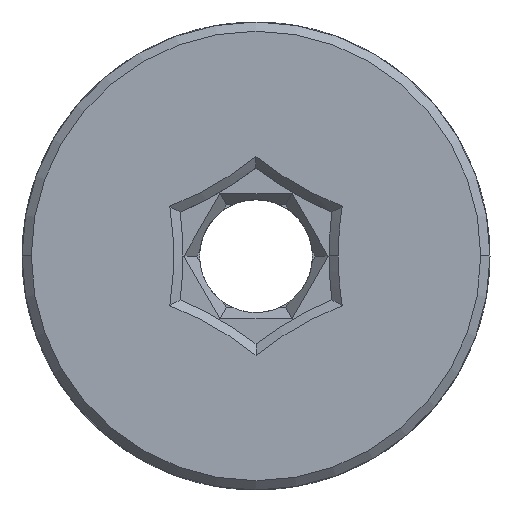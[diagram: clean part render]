
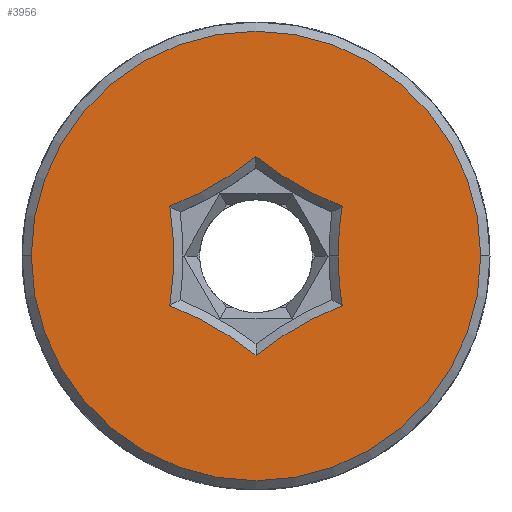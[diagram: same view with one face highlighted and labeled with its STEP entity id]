
A CAD part, top view. The second image highlights one B-rep face of the part: STEP entity #3956.
In plain terms, the highlighted planar face has unit normal (0, 0, 1).
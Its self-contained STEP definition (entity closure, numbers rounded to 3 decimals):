
#188 = FACE_BOUND ( 'NONE', #8164, .T. ) ;
#288 = DIRECTION ( 'NONE',  ( 1., 0., 0. ) ) ;
#332 = ORIENTED_EDGE ( 'NONE', *, *, #768, .T. ) ;
#520 = DIRECTION ( 'NONE',  ( 1., 0., 0. ) ) ;
#571 = DIRECTION ( 'NONE',  ( 0., 0., 1. ) ) ;
#583 = EDGE_LOOP ( 'NONE', ( #2204, #7137 ) ) ;
#768 = EDGE_CURVE ( 'NONE', #3461, #2949, #5309, .T. ) ;
#804 = VERTEX_POINT ( 'NONE', #8931 ) ;
#810 = CARTESIAN_POINT ( 'NONE',  ( 4.657, -2.689, 10. ) ) ;
#825 = CIRCLE ( 'NONE', #844, 17.55 ) ;
#832 = DIRECTION ( 'NONE',  ( 0., 0., 1. ) ) ;
#844 = AXIS2_PLACEMENT_3D ( 'NONE', #5194, #922, #1656 ) ;
#919 = VERTEX_POINT ( 'NONE', #7481 ) ;
#922 = DIRECTION ( 'NONE',  ( 0., 0., 1. ) ) ;
#1107 = EDGE_CURVE ( 'NONE', #804, #9175, #2515, .T. ) ;
#1120 = CARTESIAN_POINT ( 'NONE',  ( -11., -19.053, 10. ) ) ;
#1141 = VERTEX_POINT ( 'NONE', #4822 ) ;
#1212 = AXIS2_PLACEMENT_3D ( 'NONE', #2693, #2015, #6992 ) ;
#1393 = CARTESIAN_POINT ( 'NONE',  ( 0., 5.378, 10. ) ) ;
#1556 = EDGE_CURVE ( 'NONE', #5221, #4199, #3614, .T. ) ;
#1656 = DIRECTION ( 'NONE',  ( 1., 0., 0. ) ) ;
#1837 = AXIS2_PLACEMENT_3D ( 'NONE', #1120, #3990, #5990 ) ;
#1902 = CIRCLE ( 'NONE', #8867, 17.55 ) ;
#2015 = DIRECTION ( 'NONE',  ( 0., 0., 1. ) ) ;
#2016 = AXIS2_PLACEMENT_3D ( 'NONE', #3385, #2744, #520 ) ;
#2204 = ORIENTED_EDGE ( 'NONE', *, *, #4120, .T. ) ;
#2240 = DIRECTION ( 'NONE',  ( 0., 0., 1. ) ) ;
#2271 = CARTESIAN_POINT ( 'NONE',  ( 11., -19.053, 10. ) ) ;
#2354 = DIRECTION ( 'NONE',  ( 0., 0., 1. ) ) ;
#2515 = CIRCLE ( 'NONE', #2016, 12.15 ) ;
#2546 = EDGE_CURVE ( 'NONE', #6513, #919, #3284, .T. ) ;
#2642 = CARTESIAN_POINT ( 'NONE',  ( 22., 0., 10. ) ) ;
#2693 = CARTESIAN_POINT ( 'NONE',  ( 0., 0., 10. ) ) ;
#2699 = EDGE_CURVE ( 'NONE', #919, #5221, #825, .T. ) ;
#2708 = CARTESIAN_POINT ( 'NONE',  ( -11., 19.053, 10. ) ) ;
#2711 = ORIENTED_EDGE ( 'NONE', *, *, #7079, .T. ) ;
#2744 = DIRECTION ( 'NONE',  ( 0., 0., 1. ) ) ;
#2949 = VERTEX_POINT ( 'NONE', #3131 ) ;
#2951 = DIRECTION ( 'NONE',  ( 1., 0., 0. ) ) ;
#3131 = CARTESIAN_POINT ( 'NONE',  ( -4.657, -2.689, 10. ) ) ;
#3284 = CIRCLE ( 'NONE', #9190, 17.55 ) ;
#3385 = CARTESIAN_POINT ( 'NONE',  ( 0., 0., 10. ) ) ;
#3389 = EDGE_CURVE ( 'NONE', #2949, #1141, #3907, .T. ) ;
#3454 = DIRECTION ( 'NONE',  ( 0., 0., 1. ) ) ;
#3461 = VERTEX_POINT ( 'NONE', #3800 ) ;
#3614 = CIRCLE ( 'NONE', #7849, 17.55 ) ;
#3800 = CARTESIAN_POINT ( 'NONE',  ( 0., -5.378, 10. ) ) ;
#3907 = CIRCLE ( 'NONE', #6866, 17.55 ) ;
#3956 = ADVANCED_FACE ( 'NONE', ( #4451, #188 ), #6259, .T. ) ;
#3990 = DIRECTION ( 'NONE',  ( 0., 0., 1. ) ) ;
#4120 = EDGE_CURVE ( 'NONE', #9175, #804, #7017, .T. ) ;
#4125 = DIRECTION ( 'NONE',  ( 1., 0., 0. ) ) ;
#4199 = VERTEX_POINT ( 'NONE', #810 ) ;
#4203 = CIRCLE ( 'NONE', #8911, 17.55 ) ;
#4451 = FACE_OUTER_BOUND ( 'NONE', #583, .T. ) ;
#4822 = CARTESIAN_POINT ( 'NONE',  ( -4.657, 2.689, 10. ) ) ;
#4891 = DIRECTION ( 'NONE',  ( 1., 0., 0. ) ) ;
#4951 = DIRECTION ( 'NONE',  ( 1., 0., 0. ) ) ;
#4985 = CARTESIAN_POINT ( 'NONE',  ( 4.45, 0., 10. ) ) ;
#5105 = CARTESIAN_POINT ( 'NONE',  ( 0., 0., 10. ) ) ;
#5194 = CARTESIAN_POINT ( 'NONE',  ( 22., 0., 10. ) ) ;
#5221 = VERTEX_POINT ( 'NONE', #4985 ) ;
#5309 = CIRCLE ( 'NONE', #1837, 17.55 ) ;
#5404 = EDGE_CURVE ( 'NONE', #4199, #3461, #4203, .T. ) ;
#5691 = ORIENTED_EDGE ( 'NONE', *, *, #2546, .T. ) ;
#5990 = DIRECTION ( 'NONE',  ( 1., 0., 0. ) ) ;
#6259 = PLANE ( 'NONE',  #1212 ) ;
#6336 = ORIENTED_EDGE ( 'NONE', *, *, #1556, .T. ) ;
#6391 = ORIENTED_EDGE ( 'NONE', *, *, #2699, .T. ) ;
#6513 = VERTEX_POINT ( 'NONE', #1393 ) ;
#6866 = AXIS2_PLACEMENT_3D ( 'NONE', #7885, #7942, #4951 ) ;
#6992 = DIRECTION ( 'NONE',  ( 1., 0., 0. ) ) ;
#7017 = CIRCLE ( 'NONE', #7886, 12.15 ) ;
#7079 = EDGE_CURVE ( 'NONE', #1141, #6513, #1902, .T. ) ;
#7137 = ORIENTED_EDGE ( 'NONE', *, *, #1107, .T. ) ;
#7450 = ORIENTED_EDGE ( 'NONE', *, *, #5404, .T. ) ;
#7481 = CARTESIAN_POINT ( 'NONE',  ( 4.657, 2.689, 10. ) ) ;
#7695 = DIRECTION ( 'NONE',  ( 1., 0., 0. ) ) ;
#7731 = CARTESIAN_POINT ( 'NONE',  ( 11., 19.053, 10. ) ) ;
#7849 = AXIS2_PLACEMENT_3D ( 'NONE', #2642, #2354, #4125 ) ;
#7885 = CARTESIAN_POINT ( 'NONE',  ( -22., 0., 10. ) ) ;
#7886 = AXIS2_PLACEMENT_3D ( 'NONE', #5105, #832, #2951 ) ;
#7942 = DIRECTION ( 'NONE',  ( 0., 0., 1. ) ) ;
#8164 = EDGE_LOOP ( 'NONE', ( #2711, #5691, #6391, #6336, #7450, #332, #8209 ) ) ;
#8209 = ORIENTED_EDGE ( 'NONE', *, *, #3389, .T. ) ;
#8867 = AXIS2_PLACEMENT_3D ( 'NONE', #2708, #571, #7695 ) ;
#8911 = AXIS2_PLACEMENT_3D ( 'NONE', #2271, #2240, #288 ) ;
#8931 = CARTESIAN_POINT ( 'NONE',  ( 12.15, 0., 10. ) ) ;
#9157 = CARTESIAN_POINT ( 'NONE',  ( -12.15, 0., 10. ) ) ;
#9175 = VERTEX_POINT ( 'NONE', #9157 ) ;
#9190 = AXIS2_PLACEMENT_3D ( 'NONE', #7731, #3454, #4891 ) ;
